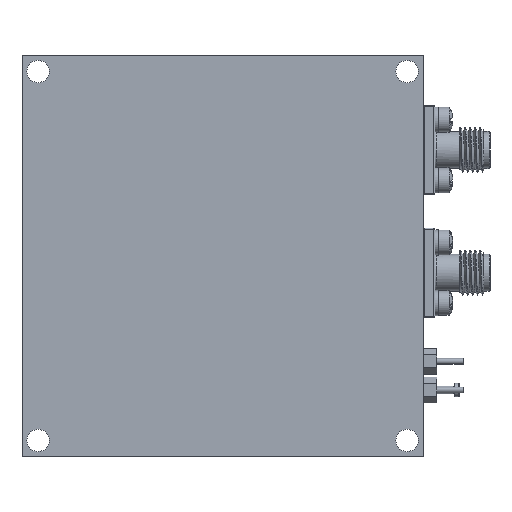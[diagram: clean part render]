
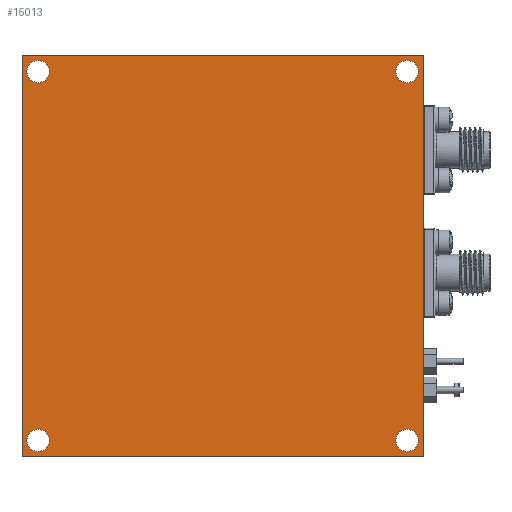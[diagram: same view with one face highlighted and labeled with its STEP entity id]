
A CAD part, front view. The second image highlights one B-rep face of the part: STEP entity #15013.
In plain terms, the highlighted planar face has unit normal (0, -1, 0).
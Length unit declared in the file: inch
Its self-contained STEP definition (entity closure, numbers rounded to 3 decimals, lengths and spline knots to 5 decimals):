
#272 = ORIENTED_EDGE ( 'NONE', *, *, #7141, .T. ) ;
#288 = DIRECTION ( 'NONE',  ( 0., 1., 0. ) ) ;
#764 = EDGE_LOOP ( 'NONE', ( #15244 ) ) ;
#955 = VERTEX_POINT ( 'NONE', #19938 ) ;
#1660 = VECTOR ( 'NONE', #31087, 39.37008 ) ;
#1765 = ORIENTED_EDGE ( 'NONE', *, *, #22787, .T. ) ;
#3049 = CIRCLE ( 'NONE', #21956, 0.0625 ) ;
#4720 = DIRECTION ( 'NONE',  ( 0., 1., 0. ) ) ;
#6952 = FACE_BOUND ( 'NONE', #29273, .T. ) ;
#7141 = EDGE_CURVE ( 'NONE', #18741, #18741, #3049, .T. ) ;
#7303 = CARTESIAN_POINT ( 'NONE',  ( 1.126, 0., 1.126 ) ) ;
#8987 = VECTOR ( 'NONE', #48672, 39.37008 ) ;
#9302 = EDGE_CURVE ( 'NONE', #12247, #12559, #27303, .T. ) ;
#10957 = EDGE_CURVE ( 'NONE', #955, #955, #17613, .T. ) ;
#11077 = LINE ( 'NONE', #33380, #8987 ) ;
#11186 = EDGE_CURVE ( 'NONE', #46393, #39170, #11077, .T. ) ;
#12247 = VERTEX_POINT ( 'NONE', #18235 ) ;
#12559 = VERTEX_POINT ( 'NONE', #7303 ) ;
#13409 = AXIS2_PLACEMENT_3D ( 'NONE', #21573, #22063, #33777 ) ;
#14513 = ORIENTED_EDGE ( 'NONE', *, *, #22462, .F. ) ;
#15013 = ADVANCED_FACE ( 'NONE', ( #29423, #40911, #21524, #6952, #36725 ), #18569, .F. ) ;
#15244 = ORIENTED_EDGE ( 'NONE', *, *, #10957, .T. ) ;
#15663 = DIRECTION ( 'NONE',  ( 1., 0., 0. ) ) ;
#17613 = CIRCLE ( 'NONE', #31833, 0.0625 ) ;
#18235 = CARTESIAN_POINT ( 'NONE',  ( -1.126, 0., 1.126 ) ) ;
#18569 = PLANE ( 'NONE',  #34408 ) ;
#18587 = ORIENTED_EDGE ( 'NONE', *, *, #9302, .F. ) ;
#18741 = VERTEX_POINT ( 'NONE', #33873 ) ;
#19938 = CARTESIAN_POINT ( 'NONE',  ( 1.0355, 0., 1.098 ) ) ;
#20099 = VERTEX_POINT ( 'NONE', #39480 ) ;
#20386 = DIRECTION ( 'NONE',  ( 0., 0., 1. ) ) ;
#21111 = DIRECTION ( 'NONE',  ( 0., 1., 0. ) ) ;
#21524 = FACE_BOUND ( 'NONE', #764, .T. ) ;
#21573 = CARTESIAN_POINT ( 'NONE',  ( 1.0355, 0., -1.0355 ) ) ;
#21696 = CIRCLE ( 'NONE', #47037, 0.0625 ) ;
#21956 = AXIS2_PLACEMENT_3D ( 'NONE', #32641, #25440, #36887 ) ;
#22063 = DIRECTION ( 'NONE',  ( 0., 1., 0. ) ) ;
#22265 = VERTEX_POINT ( 'NONE', #38183 ) ;
#22397 = CARTESIAN_POINT ( 'NONE',  ( 1.126, 0., -1.126 ) ) ;
#22462 = EDGE_CURVE ( 'NONE', #39170, #12247, #45973, .T. ) ;
#22787 = EDGE_CURVE ( 'NONE', #20099, #20099, #34808, .T. ) ;
#23403 = CARTESIAN_POINT ( 'NONE',  ( -1.126, 0., -1.126 ) ) ;
#24837 = CARTESIAN_POINT ( 'NONE',  ( 0., 0., 0. ) ) ;
#25440 = DIRECTION ( 'NONE',  ( 0., 1., 0. ) ) ;
#26381 = VECTOR ( 'NONE', #15663, 39.37008 ) ;
#26476 = DIRECTION ( 'NONE',  ( 0., 0., 1. ) ) ;
#26939 = ORIENTED_EDGE ( 'NONE', *, *, #40136, .F. ) ;
#27303 = LINE ( 'NONE', #37498, #26381 ) ;
#27432 = EDGE_LOOP ( 'NONE', ( #14513, #29067, #26939, #18587 ) ) ;
#29067 = ORIENTED_EDGE ( 'NONE', *, *, #11186, .F. ) ;
#29273 = EDGE_LOOP ( 'NONE', ( #1765 ) ) ;
#29423 = FACE_BOUND ( 'NONE', #32058, .T. ) ;
#30960 = DIRECTION ( 'NONE',  ( 0., 0., -1. ) ) ;
#31087 = DIRECTION ( 'NONE',  ( 0., 0., 1. ) ) ;
#31833 = AXIS2_PLACEMENT_3D ( 'NONE', #39146, #4720, #34952 ) ;
#32058 = EDGE_LOOP ( 'NONE', ( #272 ) ) ;
#32641 = CARTESIAN_POINT ( 'NONE',  ( -1.0355, 0., -1.0355 ) ) ;
#33380 = CARTESIAN_POINT ( 'NONE',  ( -1.126, 0., -1.126 ) ) ;
#33777 = DIRECTION ( 'NONE',  ( 0., 0., 1. ) ) ;
#33873 = CARTESIAN_POINT ( 'NONE',  ( -1.0355, 0., -0.973 ) ) ;
#34408 = AXIS2_PLACEMENT_3D ( 'NONE', #24837, #21111, #20386 ) ;
#34498 = LINE ( 'NONE', #48804, #34790 ) ;
#34790 = VECTOR ( 'NONE', #30960, 39.37008 ) ;
#34808 = CIRCLE ( 'NONE', #13409, 0.0625 ) ;
#34952 = DIRECTION ( 'NONE',  ( 0., 0., 1. ) ) ;
#36569 = EDGE_LOOP ( 'NONE', ( #42356 ) ) ;
#36725 = FACE_OUTER_BOUND ( 'NONE', #27432, .T. ) ;
#36887 = DIRECTION ( 'NONE',  ( 0., 0., 1. ) ) ;
#37498 = CARTESIAN_POINT ( 'NONE',  ( -1.126, 0., 1.126 ) ) ;
#37814 = CARTESIAN_POINT ( 'NONE',  ( -1.126, 0., -1.126 ) ) ;
#38183 = CARTESIAN_POINT ( 'NONE',  ( -1.0355, 0., 1.098 ) ) ;
#39146 = CARTESIAN_POINT ( 'NONE',  ( 1.0355, 0., 1.0355 ) ) ;
#39170 = VERTEX_POINT ( 'NONE', #37814 ) ;
#39480 = CARTESIAN_POINT ( 'NONE',  ( 1.0355, 0., -0.973 ) ) ;
#40136 = EDGE_CURVE ( 'NONE', #12559, #46393, #34498, .T. ) ;
#40911 = FACE_BOUND ( 'NONE', #36569, .T. ) ;
#42356 = ORIENTED_EDGE ( 'NONE', *, *, #44050, .T. ) ;
#44050 = EDGE_CURVE ( 'NONE', #22265, #22265, #21696, .T. ) ;
#44548 = CARTESIAN_POINT ( 'NONE',  ( -1.0355, 0., 1.0355 ) ) ;
#45973 = LINE ( 'NONE', #23403, #1660 ) ;
#46393 = VERTEX_POINT ( 'NONE', #22397 ) ;
#47037 = AXIS2_PLACEMENT_3D ( 'NONE', #44548, #288, #26476 ) ;
#48672 = DIRECTION ( 'NONE',  ( -1., 0., 0. ) ) ;
#48804 = CARTESIAN_POINT ( 'NONE',  ( 1.126, 0., -1.126 ) ) ;
